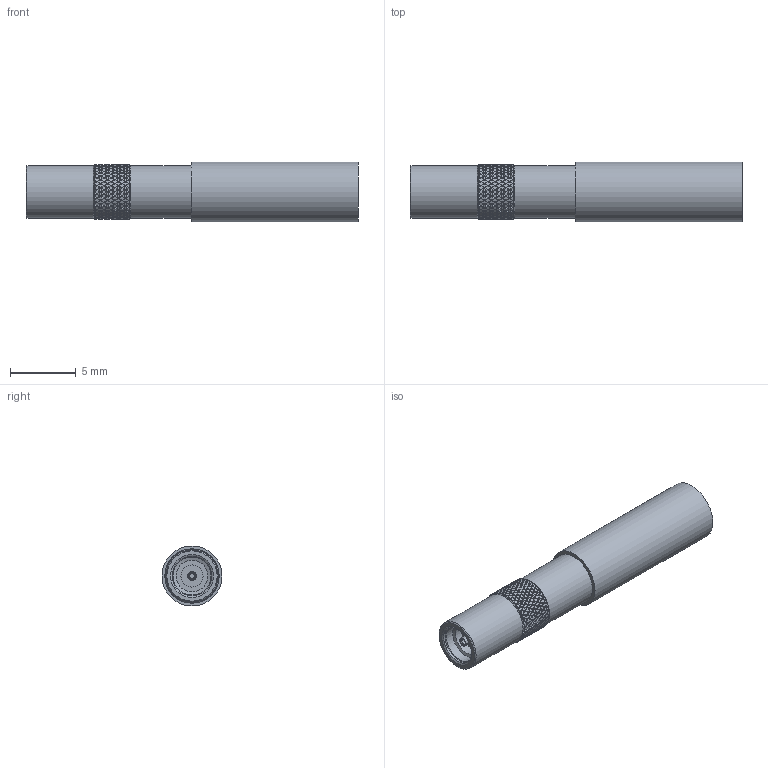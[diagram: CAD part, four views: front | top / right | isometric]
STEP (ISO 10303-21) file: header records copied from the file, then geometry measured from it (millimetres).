
FILE_DESCRIPTION (( 'STEP AP203' ), '1' );
FILE_NAME ('PE44852_3D.step', '2022-04-07T14:00:00', ( '' ), ( '' ), 'SwSTEP 2.0', 'SolidWorks 2021', '' );
FILE_SCHEMA (( 'CONFIG_CONTROL_DESIGN' ));
Products named in the file (1): PE44852_3D
Bounding box: 25.3 x 4.57 x 4.57 mm (x, y, z)
Volume: 254.4 mm3; surface area: 621.3 mm2
Topology: 2 solids, 2 shells, 2398 faces, 4957 edges, 2568 vertices
Faces by surface type: bspline 1920, cylinder 452, plane 17, cone 9
Full cylindrical faces by diameter (mm): 0.419 x1, 0.673 x1, 1.499 x1, 1.689 x1, 2.41 x1, 2.718 x1, 2.88 x1, 3 x1, 3.556 x1, 3.988 x2, 4.572 x1
Entity records: 81879 total; most frequent: CARTESIAN_POINT 52591, ORIENTED_EDGE 9870, EDGE_CURVE 4935, VERTEX_POINT 2565, EDGE_LOOP 2424, FACE_OUTER_BOUND 2410, ADVANCED_FACE 2398, B_SPLINE_CURVE_WITH_KNOTS 2164
